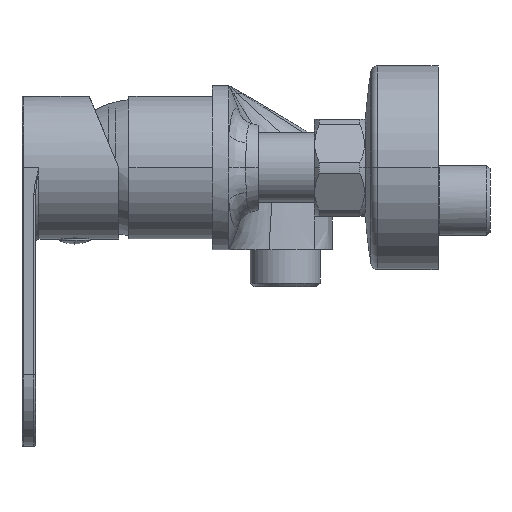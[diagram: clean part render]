
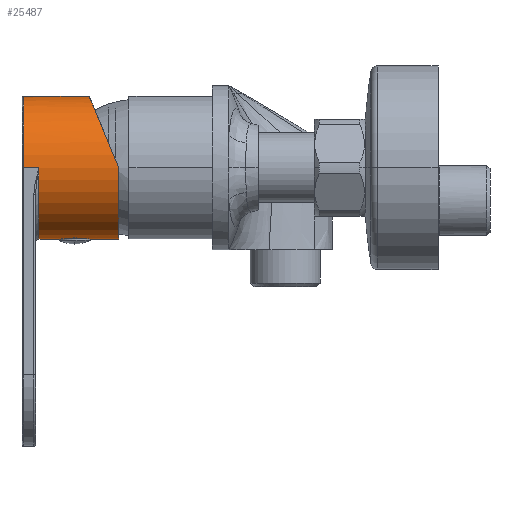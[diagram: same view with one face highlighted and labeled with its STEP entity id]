
A CAD part, left-side view. The second image highlights one B-rep face of the part: STEP entity #25487.
In plain terms, the highlighted cylindrical face has radius 21 mm (diameter 42 mm), a partial arc.
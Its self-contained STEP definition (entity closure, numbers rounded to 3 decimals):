
#21280=DIRECTION('',(0.,0.,-1.));
#21281=VECTOR('',#21280,4.5);
#21282=CARTESIAN_POINT('',(0.,21.,-0.5));
#21283=LINE('',#21282,#21281);
#21304=CARTESIAN_POINT('',(21.,0.,
-11.95));
#21305=CARTESIAN_POINT('',(21.,0.291,
-11.95));
#21306=CARTESIAN_POINT('',(20.988,0.856,
-12.018));
#21307=CARTESIAN_POINT('',(20.938,1.68,
-12.324));
#21308=CARTESIAN_POINT('',(20.865,2.404,
-12.82));
#21309=CARTESIAN_POINT('',(20.789,2.985,
-13.472));
#21310=CARTESIAN_POINT('',(20.726,3.388,
-14.239));
#21311=CARTESIAN_POINT('',(20.69,3.592,
-15.071));
#21312=CARTESIAN_POINT('',(20.69,3.593,
-15.924));
#21313=CARTESIAN_POINT('',(20.725,3.389,
-16.757));
#21314=CARTESIAN_POINT('',(20.788,2.987,
-17.524));
#21315=CARTESIAN_POINT('',(20.865,2.407,
-18.178));
#21316=CARTESIAN_POINT('',(20.937,1.685,
-18.673));
#21317=CARTESIAN_POINT('',(20.988,0.859,
-18.982));
#21318=CARTESIAN_POINT('',(21.,0.292,
-19.05));
#21319=CARTESIAN_POINT('',(21.,0.,
-19.05));
#21321=CARTESIAN_POINT('',(0.,0.,-5.));
#21322=DIRECTION('',(0.,0.,1.));
#21323=DIRECTION('',(1.,0.,0.));
#21324=AXIS2_PLACEMENT_3D('',#21321,#21322,#21323);
#21326=CARTESIAN_POINT('',(0.,0.,-0.5));
#21327=DIRECTION('',(0.,0.,1.));
#21328=DIRECTION('',(0.,1.,0.));
#21329=AXIS2_PLACEMENT_3D('',#21326,#21327,#21328);
#21331=CARTESIAN_POINT('',(0.,21.,-28.5));
#21332=CARTESIAN_POINT('',(-1.166,21.,-28.017));
#21333=CARTESIAN_POINT('',(-3.457,20.809,
-27.068));
#21334=CARTESIAN_POINT('',(-6.815,19.963,
-25.677));
#21335=CARTESIAN_POINT('',(-9.953,18.595,
-24.377));
#21336=CARTESIAN_POINT('',(-12.796,16.763,
-23.2));
#21337=CARTESIAN_POINT('',(-15.275,14.537,
-22.173));
#21338=CARTESIAN_POINT('',(-17.342,11.99,
-21.317));
#21339=CARTESIAN_POINT('',(-18.97,9.197,
-20.643));
#21340=CARTESIAN_POINT('',(-20.139,6.227,
-20.158));
#21341=CARTESIAN_POINT('',(-20.843,3.138,
-19.866));
#21342=CARTESIAN_POINT('',(-21.,1.053,
-19.802));
#21343=CARTESIAN_POINT('',(-21.,0.,
-19.802));
#21372=DIRECTION('',(0.,0.,-1.));
#21373=VECTOR('',#21372,9.45);
#21374=CARTESIAN_POINT('',(21.,0.,
-19.05));
#21375=LINE('',#21374,#21373);
#21390=DIRECTION('',(0.,0.,-1.));
#21391=VECTOR('',#21390,19.302);
#21392=CARTESIAN_POINT('',(-21.,0.,-0.5));
#21393=LINE('',#21392,#21391);
#21404=DIRECTION('',(0.,0.,
-1.));
#21405=VECTOR('',#21404,6.95);
#21406=CARTESIAN_POINT('',(21.,0.,-5.));
#21407=LINE('',#21406,#21405);
#21417=CARTESIAN_POINT('',(0.,0.,-28.5));
#21418=DIRECTION('',(0.,0.,1.));
#21419=DIRECTION('',(1.,0.,0.));
#21420=AXIS2_PLACEMENT_3D('',#21417,#21418,#21419);
#24463=CARTESIAN_POINT('',(0.,21.,-5.));
#24480=VERTEX_POINT('',#21331);
#24481=VERTEX_POINT('',#21343);
#24483=CARTESIAN_POINT('',(21.,0.,-28.5));
#24484=VERTEX_POINT('',#24483);
#24506=CARTESIAN_POINT('',(0.,21.,-0.5));
#24508=VERTEX_POINT('',#24506);
#24553=CARTESIAN_POINT('',(-21.,0.,-0.5));
#24554=VERTEX_POINT('',#24553);
#24556=VERTEX_POINT('',#24463);
#24557=CARTESIAN_POINT('',(21.,0.,-5.));
#24558=VERTEX_POINT('',#24557);
#24569=VERTEX_POINT('',#21304);
#24570=VERTEX_POINT('',#21319);
#25463=CARTESIAN_POINT('',(0.,0.,-29.925));
#25464=DIRECTION('',(0.,0.,1.));
#25465=DIRECTION('',(-1.,0.,0.));
#25466=AXIS2_PLACEMENT_3D('',#25463,#25464,#25465);
#25467=CYLINDRICAL_SURFACE('',#25466,21.);
#25469=ORIENTED_EDGE('',*,*,#25468,.F.);
#25471=ORIENTED_EDGE('',*,*,#25470,.F.);
#25473=ORIENTED_EDGE('',*,*,#25472,.T.);
#25474=ORIENTED_EDGE('',*,*,#25452,.F.);
#25476=ORIENTED_EDGE('',*,*,#25475,.T.);
#25478=ORIENTED_EDGE('',*,*,#25477,.T.);
#25480=ORIENTED_EDGE('',*,*,#25479,.F.);
#25482=ORIENTED_EDGE('',*,*,#25481,.F.);
#25484=ORIENTED_EDGE('',*,*,#25483,.F.);
#25485=EDGE_LOOP('',(#25469,#25471,#25473,#25474,#25476,#25478,#25480,#25482,
#25484));
#25486=FACE_OUTER_BOUND('',#25485,.F.);
#25487=ADVANCED_FACE('',(#25486),#25467,.T.);
#21320=B_SPLINE_CURVE_WITH_KNOTS('',3,(#21304,#21305,#21306,#21307,#21308,
#21309,#21310,#21311,#21312,#21313,#21314,#21315,#21316,#21317,#21318,#21319),
.UNSPECIFIED.,.F.,.F.,(4,1,1,1,1,1,1,1,1,1,1,1,1,4),(0.,0.077,
0.154,0.231,0.308,0.385,
0.462,0.538,0.615,0.692,
0.769,0.846,0.923,1.),.UNSPECIFIED.);
#21325=CIRCLE('',#21324,21.);
#21330=CIRCLE('',#21329,21.);
#21344=B_SPLINE_CURVE_WITH_KNOTS('',3,(#21331,#21332,#21333,#21334,#21335,
#21336,#21337,#21338,#21339,#21340,#21341,#21342,#21343),.UNSPECIFIED.,.F.,.F.,(
4,1,1,1,1,1,1,1,1,1,4),(0.,0.1,0.2,0.3,0.4,0.5,0.6,0.7,0.8,
0.9,1.),.UNSPECIFIED.);
#21421=CIRCLE('',#21420,21.);
#25452=EDGE_CURVE('',#24508,#24556,#21283,.T.);
#25468=EDGE_CURVE('',#24569,#24570,#21320,.T.);
#25470=EDGE_CURVE('',#24558,#24569,#21407,.T.);
#25472=EDGE_CURVE('',#24558,#24556,#21325,.T.);
#25475=EDGE_CURVE('',#24508,#24554,#21330,.T.);
#25477=EDGE_CURVE('',#24554,#24481,#21393,.T.);
#25479=EDGE_CURVE('',#24480,#24481,#21344,.T.);
#25481=EDGE_CURVE('',#24484,#24480,#21421,.T.);
#25483=EDGE_CURVE('',#24570,#24484,#21375,.T.);
